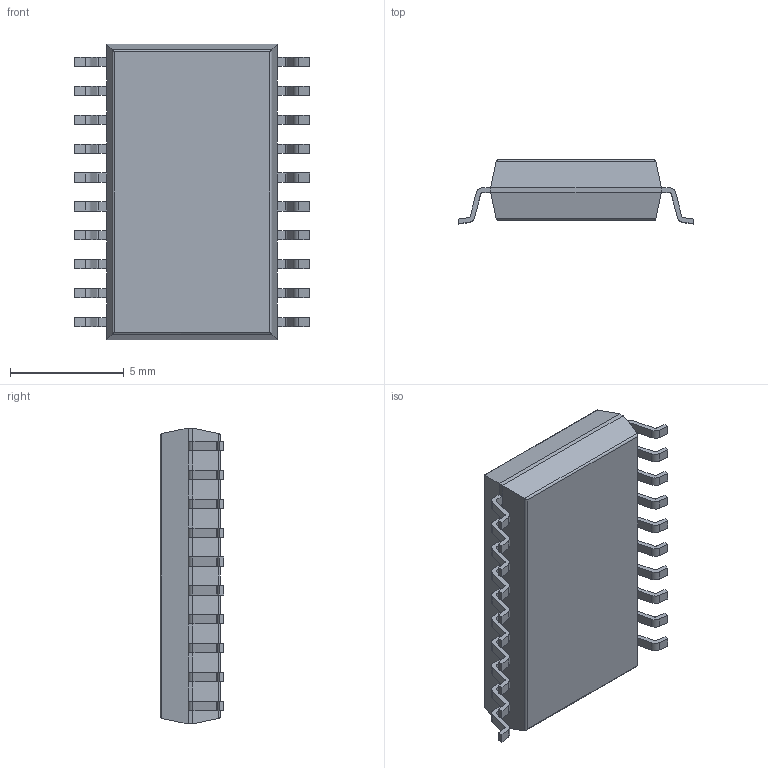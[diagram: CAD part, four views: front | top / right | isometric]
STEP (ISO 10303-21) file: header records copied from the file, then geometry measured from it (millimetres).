
FILE_DESCRIPTION (( 'STEP AP214' ), '1' );
FILE_NAME ('SOIC127P1030X265-20N 98ASB42343B 751D-07.step', '2011-02-16T08:48:09', ( 'iLLuSioN' ), ( 'Home' ), 'SwSTEP 2.0', 'SolidWorks 2009', '' );
FILE_SCHEMA (( 'AUTOMOTIVE_DESIGN' ));
Length unit declared in the file: millimetre
Products named in the file (1): SOIC127P1030X265-20N 98ASB42343B 751D-07
Bounding box: 10.36 x 2.8 x 13 mm (x, y, z)
Volume: 249.2 mm3; surface area: 336.9 mm2
Topology: 1 solids, 1 shells, 305 faces, 810 edges, 508 vertices
Faces by surface type: plane 215, cylinder 90
Entity records: 12678 total; most frequent: CARTESIAN_POINT 1648, ORIENTED_EDGE 1620, DIRECTION 1578, EDGE_CURVE 810, VECTOR 638, LINE 638, VERTEX_POINT 508, AXIS2_PLACEMENT_3D 470
